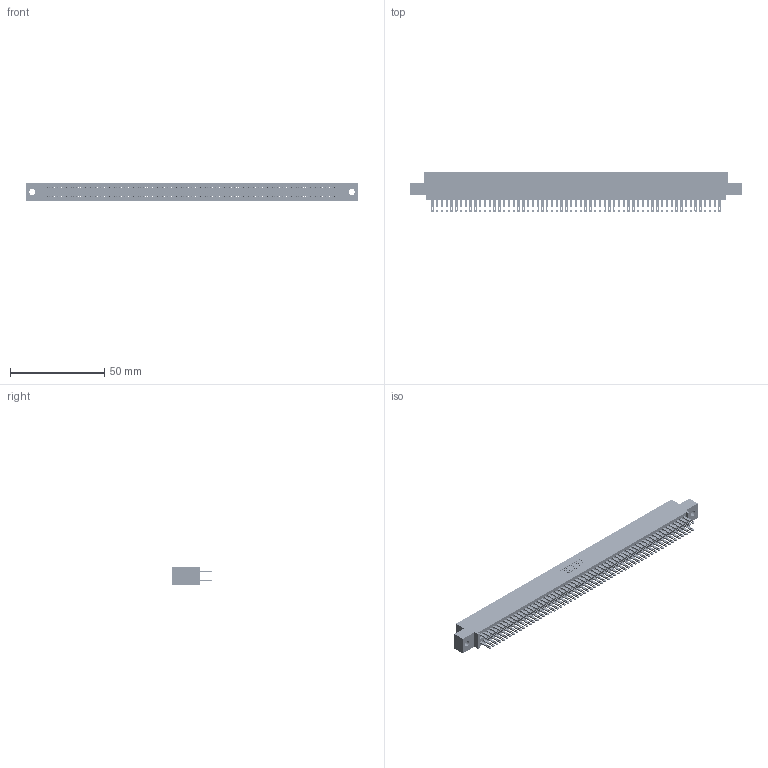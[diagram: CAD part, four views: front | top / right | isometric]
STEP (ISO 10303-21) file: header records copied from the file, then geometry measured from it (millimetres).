
FILE_DESCRIPTION (( 'STEP AP203' ), '1' );
FILE_NAME ('845-122-500-502.STEP', '2018-11-21T07:58:00', ( '' ), ( '' ), 'SwSTEP 2.0', 'SolidWorks 2016', '' );
FILE_SCHEMA (( 'CONFIG_CONTROL_DESIGN' ));
Length unit declared in the file: inch
Products named in the file (3): 845 Part_0.110 Offset - 0.128 Dia; 345-292-001_345-293-100; 845-122-500-502
Assembly tree (123 placements, depth 2):
  845-122-500-502
    845 Part_0.110 Offset - 0.128 Dia
    345-292-001_345-293-100  x122
Bounding box: 176.15 x 21.51 x 9.4 mm (x, y, z)
Volume: 17550.4 mm3; surface area: 27374.9 mm2
Topology: 123 solids, 123 shells, 5742 faces, 17555 edges, 11702 vertices
Faces by surface type: plane 3378, cylinder 2364
Entity records: 45369 total; most frequent: CARTESIAN_POINT 7588, ORIENTED_EDGE 7522, DIRECTION 6669, EDGE_CURVE 3761, VECTOR 3381, LINE 3381, VERTEX_POINT 2506, AXIS2_PLACEMENT_3D 1644
